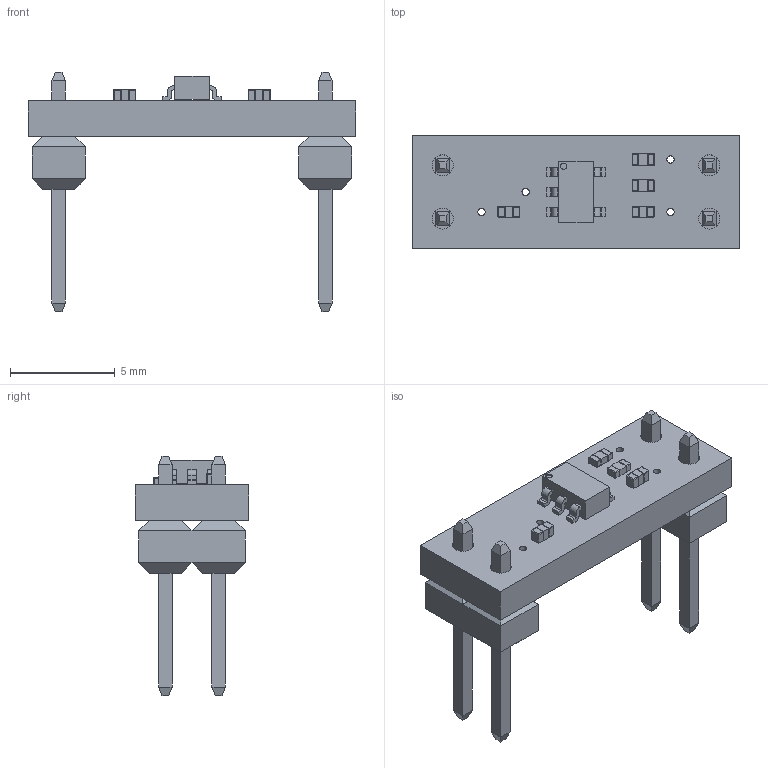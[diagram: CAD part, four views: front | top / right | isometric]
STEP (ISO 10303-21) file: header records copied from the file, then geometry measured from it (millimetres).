
FILE_DESCRIPTION(/* description */ (''),/* implementation_level */ '2;1');
FILE_NAME(/* name */ '53fc5cdf-16d9-4cc0-93c2-e0de6bdaf670.stp',/* time_stamp */ '2021-01-12T03:40:14+00:00',/* author */ (''),/* organization */ (''),/* preprocessor_version */ 'ST-DEVELOPER v18.1',/* originating_system */ 'Autodesk Translation Framework v9.7.1.1290',/* authorisation */ '');
FILE_SCHEMA (('AUTOMOTIVE_DESIGN { 1 0 10303 214 3 1 1 }'));
Length unit declared in the file: millimetre
Products named in the file (7): 53fc5cdf-16d9-4cc0-93c2-e0de6bdaf670; PCB Component; Board; PTH VERT MALE; 1uF/25V; MAX1749EUK+T; 100K
Assembly tree (9 placements, depth 3):
  53fc5cdf-16d9-4cc0-93c2-e0de6bdaf670
    PCB Component
      Board
      PTH VERT MALE  x2
      1uF/25V  x2
      MAX1749EUK+T
      100K  x2
Bounding box: 15.6 x 5.4 x 11.43 mm (x, y, z)
Volume: 211.7 mm3; surface area: 496 mm2
Topology: 8 solids, 8 shells, 432 faces, 926 edges, 532 vertices
Faces by surface type: plane 242, cylinder 126, sphere 64
Full cylindrical faces by diameter (mm): 0.3 x1, 0.35 x5, 1 x4
Entity records: 7622 total; most frequent: DIRECTION 1288, CARTESIAN_POINT 1200, ORIENTED_EDGE 1160, EDGE_CURVE 580, AXIS2_PLACEMENT_3D 432, LINE 424, VECTOR 424, VERTEX_POINT 344
